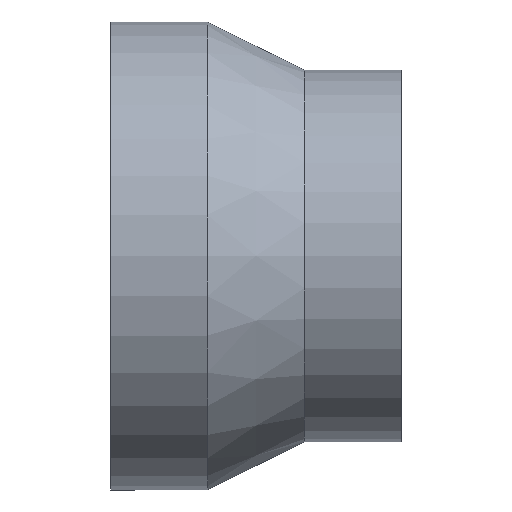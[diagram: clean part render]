
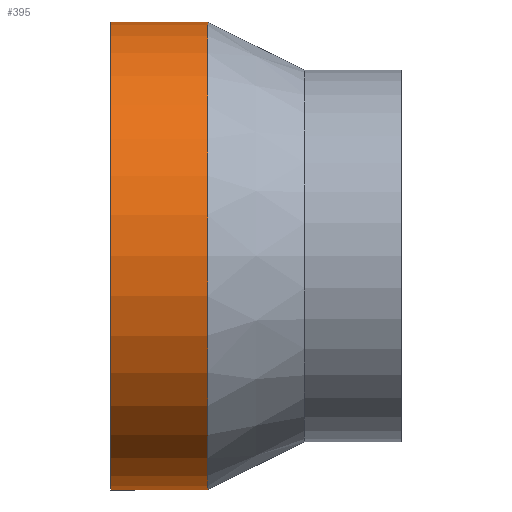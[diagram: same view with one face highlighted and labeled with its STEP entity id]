
A CAD part, top view. The second image highlights one B-rep face of the part: STEP entity #395.
In plain terms, the highlighted cylindrical face has radius 24.13 mm (diameter 48.26 mm), a partial arc.
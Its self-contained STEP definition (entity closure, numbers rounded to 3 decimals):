
#2 = CARTESIAN_POINT ( 'NONE',  ( 0., 24.13, 0. ) ) ;
#43 = VERTEX_POINT ( 'NONE', #359 ) ;
#61 = CYLINDRICAL_SURFACE ( 'NONE', #371, 24.13 ) ;
#67 = VECTOR ( 'NONE', #340, 1000. ) ;
#68 = DIRECTION ( 'NONE',  ( 1., 0., 0. ) ) ;
#79 = EDGE_CURVE ( 'NONE', #289, #43, #364, .T. ) ;
#83 = CARTESIAN_POINT ( 'NONE',  ( 10., -24.13, 0. ) ) ;
#91 = CARTESIAN_POINT ( 'NONE',  ( 241.84, 0., 0. ) ) ;
#120 = CIRCLE ( 'NONE', #400, 24.13 ) ;
#124 = CARTESIAN_POINT ( 'NONE',  ( 0., -24.13, 0. ) ) ;
#134 = CARTESIAN_POINT ( 'NONE',  ( 241.84, 24.13, 0. ) ) ;
#141 = DIRECTION ( 'NONE',  ( 0., 1., 0. ) ) ;
#159 = DIRECTION ( 'NONE',  ( 0., 1., 0. ) ) ;
#177 = CARTESIAN_POINT ( 'NONE',  ( 10., 0., 0. ) ) ;
#179 = EDGE_CURVE ( 'NONE', #334, #258, #245, .T. ) ;
#197 = EDGE_LOOP ( 'NONE', ( #351, #315, #409, #291 ) ) ;
#214 = EDGE_CURVE ( 'NONE', #43, #258, #120, .T. ) ;
#225 = CARTESIAN_POINT ( 'NONE',  ( 0., 0., 0. ) ) ;
#245 = LINE ( 'NONE', #248, #67 ) ;
#248 = CARTESIAN_POINT ( 'NONE',  ( 241.84, -24.13, 0. ) ) ;
#255 = DIRECTION ( 'NONE',  ( 1., 0., 0. ) ) ;
#258 = VERTEX_POINT ( 'NONE', #83 ) ;
#285 = FACE_OUTER_BOUND ( 'NONE', #197, .T. ) ;
#289 = VERTEX_POINT ( 'NONE', #2 ) ;
#291 = ORIENTED_EDGE ( 'NONE', *, *, #79, .F. ) ;
#307 = CIRCLE ( 'NONE', #401, 24.13 ) ;
#308 = DIRECTION ( 'NONE',  ( 1., 0., 0. ) ) ;
#315 = ORIENTED_EDGE ( 'NONE', *, *, #179, .T. ) ;
#316 = EDGE_CURVE ( 'NONE', #289, #334, #307, .T. ) ;
#334 = VERTEX_POINT ( 'NONE', #124 ) ;
#340 = DIRECTION ( 'NONE',  ( 1., 0., 0. ) ) ;
#351 = ORIENTED_EDGE ( 'NONE', *, *, #316, .T. ) ;
#356 = DIRECTION ( 'NONE',  ( 0., 1., 0. ) ) ;
#359 = CARTESIAN_POINT ( 'NONE',  ( 10., 24.13, 0. ) ) ;
#364 = LINE ( 'NONE', #134, #392 ) ;
#371 = AXIS2_PLACEMENT_3D ( 'NONE', #91, #255, #159 ) ;
#392 = VECTOR ( 'NONE', #399, 1000. ) ;
#395 = ADVANCED_FACE ( 'NONE', ( #285 ), #61, .T. ) ;
#399 = DIRECTION ( 'NONE',  ( 1., 0., 0. ) ) ;
#400 = AXIS2_PLACEMENT_3D ( 'NONE', #177, #308, #141 ) ;
#401 = AXIS2_PLACEMENT_3D ( 'NONE', #225, #68, #356 ) ;
#409 = ORIENTED_EDGE ( 'NONE', *, *, #214, .F. ) ;
